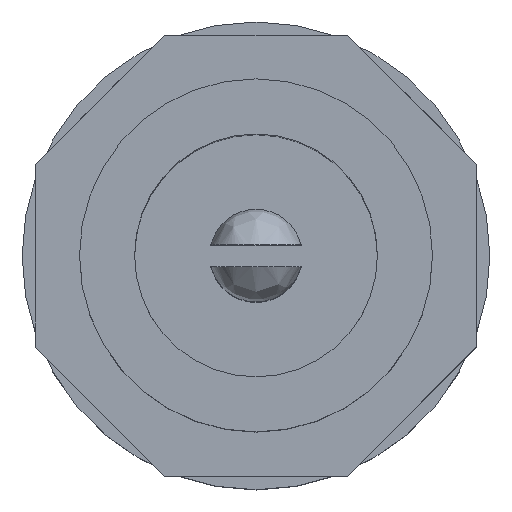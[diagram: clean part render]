
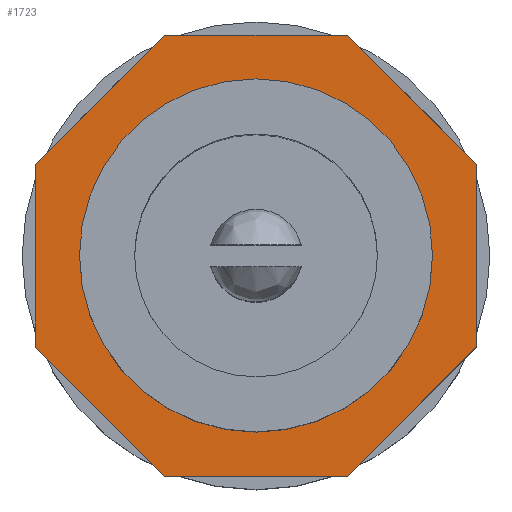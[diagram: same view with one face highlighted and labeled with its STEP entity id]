
A CAD part, top view. The second image highlights one B-rep face of the part: STEP entity #1723.
In plain terms, the highlighted planar face has unit normal (0, 0, 1).
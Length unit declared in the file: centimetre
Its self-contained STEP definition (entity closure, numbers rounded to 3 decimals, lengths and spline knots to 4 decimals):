
#34=FACE_BOUND('',#286,.T.);
#78=CIRCLE('',#1877,0.4);
#193=FACE_OUTER_BOUND('',#285,.T.);
#285=EDGE_LOOP('',(#1353,#1354,#1355,#1356,#1357,#1358,#1359,#1360));
#286=EDGE_LOOP('',(#1361));
#402=LINE('',#2673,#584);
#404=LINE('',#2677,#586);
#407=LINE('',#2682,#589);
#410=LINE('',#2688,#592);
#412=LINE('',#2692,#594);
#415=LINE('',#2697,#597);
#417=LINE('',#2701,#599);
#418=LINE('',#2703,#600);
#584=VECTOR('',#2150,1.);
#586=VECTOR('',#2154,1.);
#589=VECTOR('',#2159,1.);
#592=VECTOR('',#2164,1.);
#594=VECTOR('',#2168,1.);
#597=VECTOR('',#2173,1.);
#599=VECTOR('',#2177,1.);
#600=VECTOR('',#2180,1.);
#774=VERTEX_POINT('',#2670);
#775=VERTEX_POINT('',#2672);
#776=VERTEX_POINT('',#2676);
#777=VERTEX_POINT('',#2680);
#779=VERTEX_POINT('',#2686);
#780=VERTEX_POINT('',#2690);
#781=VERTEX_POINT('',#2695);
#782=VERTEX_POINT('',#2699);
#783=VERTEX_POINT('',#2705);
#989=EDGE_CURVE('',#775,#774,#402,.T.);
#991=EDGE_CURVE('',#776,#775,#404,.T.);
#994=EDGE_CURVE('',#774,#777,#407,.T.);
#997=EDGE_CURVE('',#777,#779,#410,.T.);
#999=EDGE_CURVE('',#779,#780,#412,.T.);
#1002=EDGE_CURVE('',#780,#781,#415,.T.);
#1004=EDGE_CURVE('',#781,#782,#417,.T.);
#1005=EDGE_CURVE('',#782,#776,#418,.T.);
#1006=EDGE_CURVE('',#783,#783,#78,.T.);
#1353=ORIENTED_EDGE('',*,*,#989,.T.);
#1354=ORIENTED_EDGE('',*,*,#994,.T.);
#1355=ORIENTED_EDGE('',*,*,#997,.T.);
#1356=ORIENTED_EDGE('',*,*,#999,.T.);
#1357=ORIENTED_EDGE('',*,*,#1002,.T.);
#1358=ORIENTED_EDGE('',*,*,#1004,.T.);
#1359=ORIENTED_EDGE('',*,*,#1005,.T.);
#1360=ORIENTED_EDGE('',*,*,#991,.T.);
#1361=ORIENTED_EDGE('',*,*,#1006,.T.);
#1659=PLANE('',#1876);
#1723=ADVANCED_FACE('',(#193,#34),#1659,.T.);
#1876=AXIS2_PLACEMENT_3D('',#2704,#2181,#2182);
#1877=AXIS2_PLACEMENT_3D('',#2706,#2183,#2184);
#2150=DIRECTION('',(-1.,0.,0.));
#2154=DIRECTION('',(-0.707,0.707,0.));
#2159=DIRECTION('',(-0.707,-0.708,0.));
#2164=DIRECTION('',(-0.001,-1.,0.));
#2168=DIRECTION('',(0.708,-0.706,0.));
#2173=DIRECTION('',(1.,0.,0.));
#2177=DIRECTION('',(0.707,0.707,0.));
#2180=DIRECTION('',(0.,1.,0.));
#2181=DIRECTION('center_axis',(0.,0.,1.));
#2182=DIRECTION('ref_axis',(1.,0.,0.));
#2183=DIRECTION('center_axis',(0.,0.,-1.));
#2184=DIRECTION('ref_axis',(-1.,0.,0.));
#2670=CARTESIAN_POINT('',(-0.207,0.5,0.2));
#2672=CARTESIAN_POINT('',(0.207,0.5,0.2));
#2673=CARTESIAN_POINT('',(0.,0.5,0.2));
#2676=CARTESIAN_POINT('',(0.4999,0.2072,0.2));
#2677=CARTESIAN_POINT('',(0.207,0.5,0.2));
#2680=CARTESIAN_POINT('',(-0.4995,0.207,0.2));
#2682=CARTESIAN_POINT('',(-0.207,0.5,0.2));
#2686=CARTESIAN_POINT('',(-0.5,-0.2072,0.2));
#2688=CARTESIAN_POINT('',(-0.4995,0.207,0.2));
#2690=CARTESIAN_POINT('',(-0.2068,-0.4996,0.2));
#2692=CARTESIAN_POINT('',(-0.2068,-0.4996,0.2));
#2695=CARTESIAN_POINT('',(0.2072,-0.4996,0.2));
#2697=CARTESIAN_POINT('',(0.2072,-0.4996,0.2));
#2699=CARTESIAN_POINT('',(0.4999,-0.2068,0.2));
#2701=CARTESIAN_POINT('',(0.4999,-0.2068,0.2));
#2703=CARTESIAN_POINT('',(0.4999,0.2072,0.2));
#2704=CARTESIAN_POINT('Origin',(0.,0.0002,
0.2));
#2705=CARTESIAN_POINT('',(0.4,0.,0.2));
#2706=CARTESIAN_POINT('Origin',(0.,0.,0.2));
